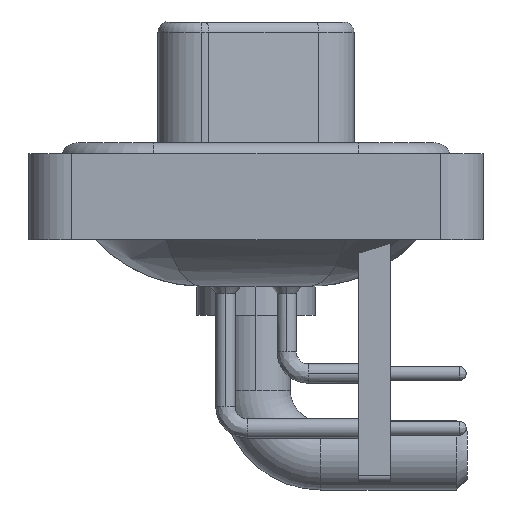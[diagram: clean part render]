
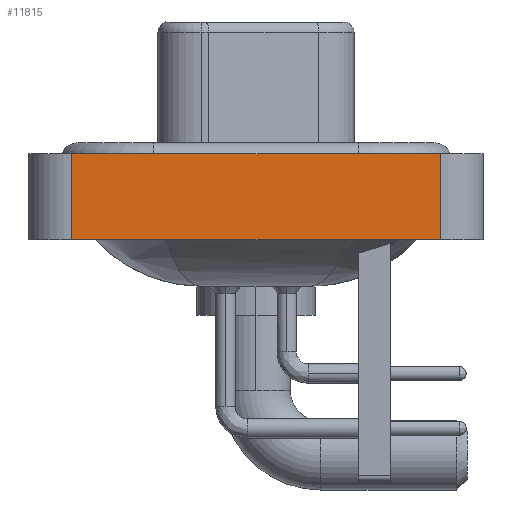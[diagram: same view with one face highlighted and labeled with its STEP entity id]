
A CAD part, left-side view. The second image highlights one B-rep face of the part: STEP entity #11815.
In plain terms, the highlighted planar face has unit normal (-1, 0, 0).
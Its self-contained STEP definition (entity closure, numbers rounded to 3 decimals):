
#588 = CARTESIAN_POINT ( 'NONE',  ( -7.3, 8.55, -3.6 ) ) ;
#1175 = LINE ( 'NONE', #9429, #5555 ) ;
#2148 = CARTESIAN_POINT ( 'NONE',  ( -7.3, 8.55, 0.4 ) ) ;
#2254 = CARTESIAN_POINT ( 'NONE',  ( -7.3, 8.55, -3.6 ) ) ;
#2262 = CARTESIAN_POINT ( 'NONE',  ( -7.3, -8.55, -3.6 ) ) ;
#2802 = EDGE_CURVE ( 'NONE', #10868, #19556, #1175, .T. ) ;
#3134 = EDGE_CURVE ( 'NONE', #19556, #6734, #24695, .T. ) ;
#4073 = CARTESIAN_POINT ( 'NONE',  ( -7.3, -8.55, -3.6 ) ) ;
#4610 = FACE_OUTER_BOUND ( 'NONE', #5795, .T. ) ;
#5530 = VERTEX_POINT ( 'NONE', #2148 ) ;
#5555 = VECTOR ( 'NONE', #13219, 1000. ) ;
#5795 = EDGE_LOOP ( 'NONE', ( #14367, #12855, #24504, #21047 ) ) ;
#6734 = VERTEX_POINT ( 'NONE', #19058 ) ;
#9429 = CARTESIAN_POINT ( 'NONE',  ( -7.3, -8.55, -3.6 ) ) ;
#10868 = VERTEX_POINT ( 'NONE', #2254 ) ;
#11815 = ADVANCED_FACE ( 'NONE', ( #4610 ), #12863, .T. ) ;
#12855 = ORIENTED_EDGE ( 'NONE', *, *, #15025, .F. ) ;
#12863 = PLANE ( 'NONE',  #22489 ) ;
#12959 = VECTOR ( 'NONE', #21618, 1000. ) ;
#13117 = LINE ( 'NONE', #17155, #12959 ) ;
#13219 = DIRECTION ( 'NONE',  ( 0., -1., 0. ) ) ;
#14367 = ORIENTED_EDGE ( 'NONE', *, *, #3134, .T. ) ;
#14617 = DIRECTION ( 'NONE',  ( -1., 0., 0. ) ) ;
#15025 = EDGE_CURVE ( 'NONE', #5530, #6734, #13117, .T. ) ;
#15113 = CARTESIAN_POINT ( 'NONE',  ( -7.3, -8.55, -3.6 ) ) ;
#16574 = DIRECTION ( 'NONE',  ( 0., 0., 1. ) ) ;
#17155 = CARTESIAN_POINT ( 'NONE',  ( -7.3, -8.55, 0.4 ) ) ;
#17345 = LINE ( 'NONE', #588, #23621 ) ;
#19058 = CARTESIAN_POINT ( 'NONE',  ( -7.3, -8.55, 0.4 ) ) ;
#19084 = DIRECTION ( 'NONE',  ( 0., 0., 1. ) ) ;
#19556 = VERTEX_POINT ( 'NONE', #15113 ) ;
#21047 = ORIENTED_EDGE ( 'NONE', *, *, #2802, .T. ) ;
#21618 = DIRECTION ( 'NONE',  ( 0., -1., 0. ) ) ;
#21660 = EDGE_CURVE ( 'NONE', #10868, #5530, #17345, .T. ) ;
#22489 = AXIS2_PLACEMENT_3D ( 'NONE', #4073, #14617, #19084 ) ;
#23048 = DIRECTION ( 'NONE',  ( 0., 0., 1. ) ) ;
#23306 = VECTOR ( 'NONE', #16574, 1000. ) ;
#23621 = VECTOR ( 'NONE', #23048, 1000. ) ;
#24504 = ORIENTED_EDGE ( 'NONE', *, *, #21660, .F. ) ;
#24695 = LINE ( 'NONE', #2262, #23306 ) ;
